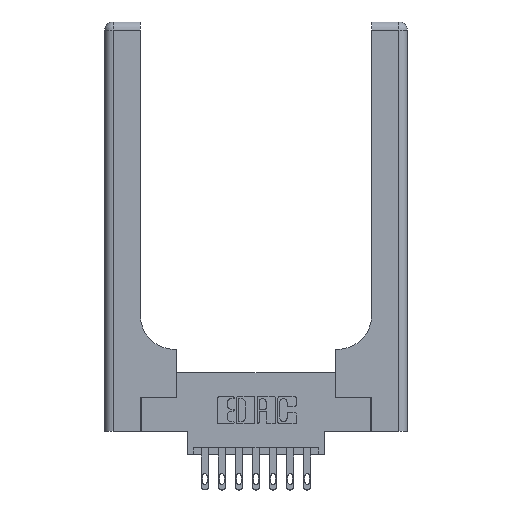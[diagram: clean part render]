
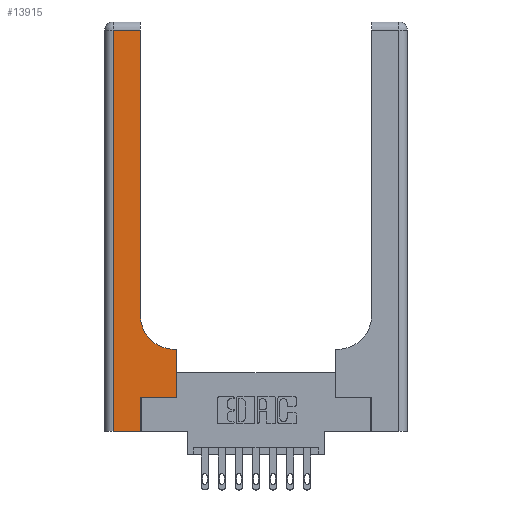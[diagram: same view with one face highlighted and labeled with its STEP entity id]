
A CAD part, top view. The second image highlights one B-rep face of the part: STEP entity #13915.
In plain terms, the highlighted planar face has unit normal (0, 0, 1).
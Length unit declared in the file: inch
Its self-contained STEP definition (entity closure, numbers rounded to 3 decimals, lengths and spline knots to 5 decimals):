
#346 = DIRECTION ( 'NONE',  ( 1., 0., 0. ) ) ;
#483 = ORIENTED_EDGE ( 'NONE', *, *, #14156, .T. ) ;
#627 = VERTEX_POINT ( 'NONE', #11202 ) ;
#655 = ORIENTED_EDGE ( 'NONE', *, *, #6771, .T. ) ;
#703 = ORIENTED_EDGE ( 'NONE', *, *, #2903, .T. ) ;
#750 = DIRECTION ( 'NONE',  ( 1., 0., 0. ) ) ;
#781 = CARTESIAN_POINT ( 'NONE',  ( 0.51, 0.6, 0.37 ) ) ;
#1432 = CARTESIAN_POINT ( 'NONE',  ( 0.51, 0.85, 0.37 ) ) ;
#1450 = CARTESIAN_POINT ( 'NONE',  ( 0.26, 0.6, 0.37 ) ) ;
#1639 = CARTESIAN_POINT ( 'NONE',  ( 0.265, 0., 0.37 ) ) ;
#1759 = ORIENTED_EDGE ( 'NONE', *, *, #3155, .T. ) ;
#1812 = AXIS2_PLACEMENT_3D ( 'NONE', #1432, #7180, #2489 ) ;
#2348 = EDGE_CURVE ( 'NONE', #13304, #7023, #3167, .T. ) ;
#2420 = PLANE ( 'NONE',  #8329 ) ;
#2489 = DIRECTION ( 'NONE',  ( 1., 0., 0. ) ) ;
#2530 = CIRCLE ( 'NONE', #1812, 0.25 ) ;
#2580 = LINE ( 'NONE', #1450, #6893 ) ;
#2710 = EDGE_CURVE ( 'NONE', #627, #12695, #4115, .T. ) ;
#2718 = CARTESIAN_POINT ( 'NONE',  ( 0.26, 3., 0.37 ) ) ;
#2732 = VERTEX_POINT ( 'NONE', #10083 ) ;
#2903 = EDGE_CURVE ( 'NONE', #3900, #8741, #2580, .T. ) ;
#2988 = EDGE_CURVE ( 'NONE', #12695, #6902, #4016, .T. ) ;
#3155 = EDGE_CURVE ( 'NONE', #8741, #2732, #2530, .T. ) ;
#3167 = LINE ( 'NONE', #13382, #11620 ) ;
#3239 = VECTOR ( 'NONE', #3872, 39.37008 ) ;
#3451 = LINE ( 'NONE', #11763, #6231 ) ;
#3619 = VERTEX_POINT ( 'NONE', #1639 ) ;
#3872 = DIRECTION ( 'NONE',  ( 0., 1., 0. ) ) ;
#3900 = VERTEX_POINT ( 'NONE', #8753 ) ;
#3997 = LINE ( 'NONE', #2718, #11713 ) ;
#4016 = LINE ( 'NONE', #11963, #12694 ) ;
#4033 = CARTESIAN_POINT ( 'NONE',  ( 0., 2.94, 0.37 ) ) ;
#4115 = LINE ( 'NONE', #4033, #7769 ) ;
#4210 = DIRECTION ( 'NONE',  ( 0., 1., 0. ) ) ;
#4761 = CARTESIAN_POINT ( 'NONE',  ( 0.06, 2.94, 0.37 ) ) ;
#5029 = ORIENTED_EDGE ( 'NONE', *, *, #13472, .T. ) ;
#5502 = CARTESIAN_POINT ( 'NONE',  ( 0.265, 0., 0.37 ) ) ;
#6231 = VECTOR ( 'NONE', #346, 39.37008 ) ;
#6436 = DIRECTION ( 'NONE',  ( 0., -1., 0. ) ) ;
#6771 = EDGE_CURVE ( 'NONE', #3619, #13304, #9119, .T. ) ;
#6893 = VECTOR ( 'NONE', #11891, 39.37008 ) ;
#6902 = VERTEX_POINT ( 'NONE', #12199 ) ;
#7023 = VERTEX_POINT ( 'NONE', #14552 ) ;
#7180 = DIRECTION ( 'NONE',  ( 0., 0., -1. ) ) ;
#7286 = CARTESIAN_POINT ( 'NONE',  ( 0.528, 0.25, 0.37 ) ) ;
#7355 = LINE ( 'NONE', #7286, #3239 ) ;
#7525 = DIRECTION ( 'NONE',  ( -1., 0., 0. ) ) ;
#7769 = VECTOR ( 'NONE', #7525, 39.37008 ) ;
#7792 = EDGE_LOOP ( 'NONE', ( #483, #9424, #11431, #10517, #655, #11917, #5029, #703, #1759 ) ) ;
#8003 = EDGE_CURVE ( 'NONE', #6902, #3619, #3451, .T. ) ;
#8094 = CARTESIAN_POINT ( 'NONE',  ( 0., 3., 0.37 ) ) ;
#8329 = AXIS2_PLACEMENT_3D ( 'NONE', #8094, #10369, #9072 ) ;
#8741 = VERTEX_POINT ( 'NONE', #781 ) ;
#8753 = CARTESIAN_POINT ( 'NONE',  ( 0.528, 0.6, 0.37 ) ) ;
#9072 = DIRECTION ( 'NONE',  ( -1., 0., 0. ) ) ;
#9119 = LINE ( 'NONE', #5502, #11382 ) ;
#9424 = ORIENTED_EDGE ( 'NONE', *, *, #2710, .T. ) ;
#10083 = CARTESIAN_POINT ( 'NONE',  ( 0.26, 0.85, 0.37 ) ) ;
#10217 = FACE_OUTER_BOUND ( 'NONE', #7792, .T. ) ;
#10369 = DIRECTION ( 'NONE',  ( 0., 0., -1. ) ) ;
#10517 = ORIENTED_EDGE ( 'NONE', *, *, #8003, .T. ) ;
#10670 = DIRECTION ( 'NONE',  ( 0., 1., 0. ) ) ;
#11202 = CARTESIAN_POINT ( 'NONE',  ( 0.26, 2.94, 0.37 ) ) ;
#11382 = VECTOR ( 'NONE', #4210, 39.37008 ) ;
#11431 = ORIENTED_EDGE ( 'NONE', *, *, #2988, .T. ) ;
#11620 = VECTOR ( 'NONE', #750, 39.37008 ) ;
#11713 = VECTOR ( 'NONE', #10670, 39.37008 ) ;
#11763 = CARTESIAN_POINT ( 'NONE',  ( 0., 0., 0.37 ) ) ;
#11891 = DIRECTION ( 'NONE',  ( -1., 0., 0. ) ) ;
#11917 = ORIENTED_EDGE ( 'NONE', *, *, #2348, .T. ) ;
#11963 = CARTESIAN_POINT ( 'NONE',  ( 0.06, 3., 0.37 ) ) ;
#12199 = CARTESIAN_POINT ( 'NONE',  ( 0.06, 0., 0.37 ) ) ;
#12694 = VECTOR ( 'NONE', #6436, 39.37008 ) ;
#12695 = VERTEX_POINT ( 'NONE', #4761 ) ;
#13304 = VERTEX_POINT ( 'NONE', #14865 ) ;
#13382 = CARTESIAN_POINT ( 'NONE',  ( 0.265, 0.25, 0.37 ) ) ;
#13472 = EDGE_CURVE ( 'NONE', #7023, #3900, #7355, .T. ) ;
#13915 = ADVANCED_FACE ( 'NONE', ( #10217 ), #2420, .F. ) ;
#14156 = EDGE_CURVE ( 'NONE', #2732, #627, #3997, .T. ) ;
#14552 = CARTESIAN_POINT ( 'NONE',  ( 0.528, 0.25, 0.37 ) ) ;
#14865 = CARTESIAN_POINT ( 'NONE',  ( 0.265, 0.25, 0.37 ) ) ;
